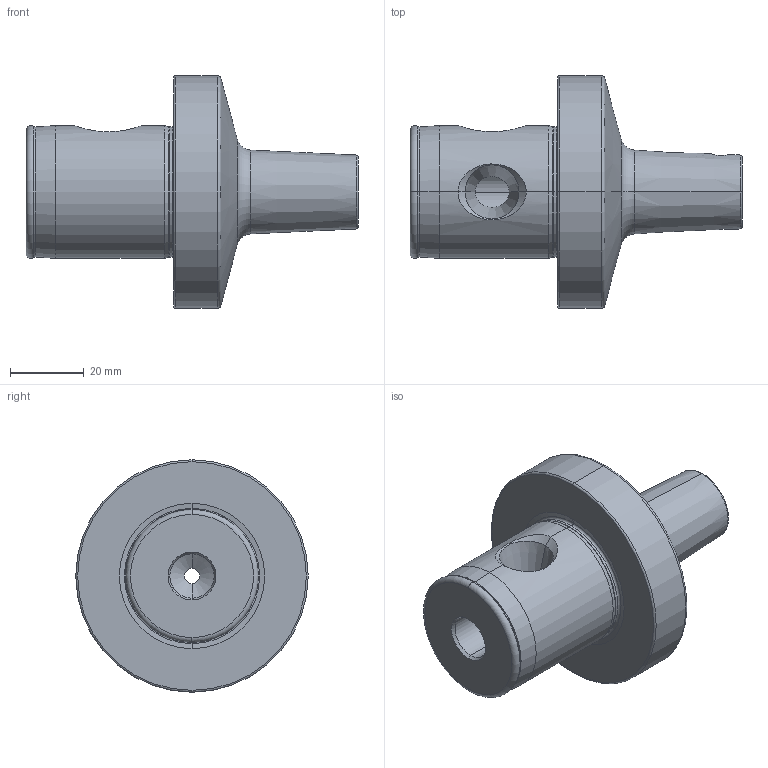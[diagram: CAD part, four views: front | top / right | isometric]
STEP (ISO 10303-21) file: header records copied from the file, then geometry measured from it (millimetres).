
FILE_DESCRIPTION (( 'STEP AP214' ), '1' );
FILE_NAME ('WH6-WH1.K01.050.STEP', '2016-05-23T10:55:50', ( 'SWIAdmin' ), ( 'Hewlett-Packard Company' ), 'SwSTEP 2.0', 'SolidWorks 2015', '' );
FILE_SCHEMA (( 'AUTOMOTIVE_DESIGN' ));
Length unit declared in the file: millimetre
Products named in the file (3): WH6-WH1.K01.050; WH6-WH1.K01.050_A; WH1-ER1.001.008
Assembly tree (2 placements, depth 2):
  WH6-WH1.K01.050
    WH6-WH1.K01.050_A
    WH1-ER1.001.008
Bounding box: 90 x 63 x 63 mm (x, y, z)
Volume: 90014 mm3; surface area: 18359.1 mm2
Topology: 2 solids, 2 shells, 100 faces, 216 edges, 119 vertices
Faces by surface type: cone 34, torus 26, cylinder 20, plane 18, bspline 2
Entity records: 3411 total; most frequent: CARTESIAN_POINT 1073, DIRECTION 508, ORIENTED_EDGE 428, AXIS2_PLACEMENT_3D 217, EDGE_CURVE 214, VERTEX_POINT 119, CIRCLE 114, EDGE_LOOP 109
